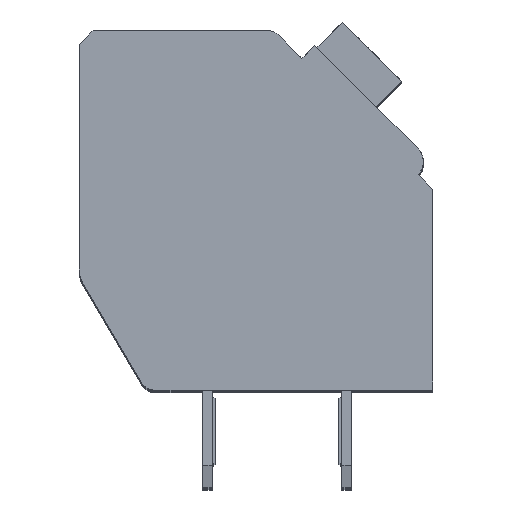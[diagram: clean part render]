
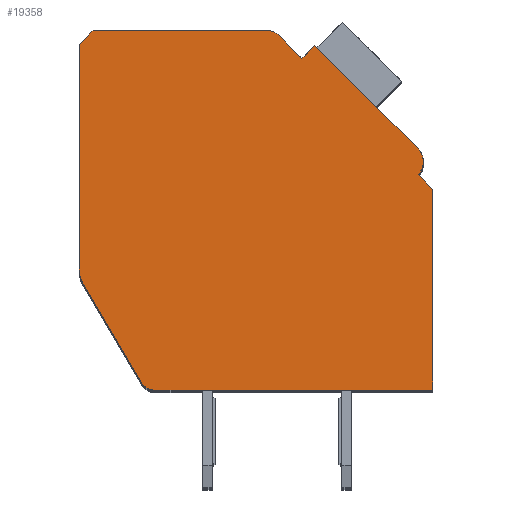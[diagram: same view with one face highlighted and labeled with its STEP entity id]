
A CAD part, top view. The second image highlights one B-rep face of the part: STEP entity #19358.
In plain terms, the highlighted planar face has unit normal (0, 0, 1).
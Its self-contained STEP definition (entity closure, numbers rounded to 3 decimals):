
#411=DIRECTION('',(0.,-1.,0.));
#412=VECTOR('',#411,8.053);
#413=CARTESIAN_POINT('',(-12.7,12.4,2.1));
#414=LINE('',#413,#412);
#415=DIRECTION('',(-0.707,-0.707,0.));
#416=VECTOR('',#415,0.707);
#417=CARTESIAN_POINT('',(-12.2,12.9,2.1));
#418=LINE('',#417,#416);
#419=DIRECTION('',(-1.,0.,0.));
#420=VECTOR('',#419,6.298);
#421=CARTESIAN_POINT('',(-5.902,12.9,2.1));
#422=LINE('',#421,#420);
#423=CARTESIAN_POINT('',(-5.902,12.4,2.1));
#424=DIRECTION('',(0.,0.,1.));
#425=DIRECTION('',(0.707,0.707,0.));
#426=AXIS2_PLACEMENT_3D('',#423,#424,#425);
#428=DIRECTION('',(-0.707,0.707,0.));
#429=VECTOR('',#428,1.197);
#430=CARTESIAN_POINT('',(-4.702,11.907,2.1));
#431=LINE('',#430,#429);
#432=DIRECTION('',(-0.707,-0.707,0.));
#433=VECTOR('',#432,0.65);
#434=CARTESIAN_POINT('',(-4.243,12.367,2.1));
#435=LINE('',#434,#433);
#436=DIRECTION('',(-0.707,0.707,0.));
#437=VECTOR('',#436,5.25);
#438=CARTESIAN_POINT('',(-0.53,8.655,2.1));
#439=LINE('',#438,#437);
#440=CARTESIAN_POINT('',(-0.99,8.195,2.1));
#441=DIRECTION('',(0.,0.,1.));
#442=DIRECTION('',(0.707,-0.707,0.));
#443=AXIS2_PLACEMENT_3D('',#440,#441,#442);
#445=DIRECTION('',(-0.707,0.707,0.));
#446=VECTOR('',#445,0.75);
#447=CARTESIAN_POINT('',(0.,7.205,2.1));
#448=LINE('',#447,#446);
#449=DIRECTION('',(0.,1.,0.));
#450=VECTOR('',#449,7.205);
#451=CARTESIAN_POINT('',(0.,0.,2.1));
#452=LINE('',#451,#450);
#453=DIRECTION('',(1.,0.,0.));
#454=VECTOR('',#453,10.014);
#455=CARTESIAN_POINT('',(-10.014,0.,2.1));
#456=LINE('',#455,#454);
#457=CARTESIAN_POINT('',(-10.014,0.5,2.1));
#458=DIRECTION('',(0.,0.,1.));
#459=DIRECTION('',(-0.862,-0.508,0.));
#460=AXIS2_PLACEMENT_3D('',#457,#458,#459);
#462=DIRECTION('',(0.508,-0.862,0.));
#463=VECTOR('',#462,4.17);
#464=CARTESIAN_POINT('',(-12.562,3.839,2.1));
#465=LINE('',#464,#463);
#466=CARTESIAN_POINT('',(-11.7,4.347,2.1));
#467=DIRECTION('',(0.,0.,1.));
#468=DIRECTION('',(-1.,0.,0.));
#469=AXIS2_PLACEMENT_3D('',#466,#467,#468);
#14512=CARTESIAN_POINT('',(-12.7,12.4,2.1));
#14513=CARTESIAN_POINT('',(-12.7,4.347,2.1));
#14514=VERTEX_POINT('',#14512);
#14515=VERTEX_POINT('',#14513);
#14516=CARTESIAN_POINT('',(-12.562,3.839,2.1));
#14517=VERTEX_POINT('',#14516);
#14518=CARTESIAN_POINT('',(-10.445,0.246,2.1));
#14519=VERTEX_POINT('',#14518);
#14520=CARTESIAN_POINT('',(-10.014,0.,2.1));
#14521=VERTEX_POINT('',#14520);
#14522=CARTESIAN_POINT('',(0.,0.,2.1));
#14523=VERTEX_POINT('',#14522);
#14524=CARTESIAN_POINT('',(0.,7.205,2.1));
#14525=VERTEX_POINT('',#14524);
#14526=CARTESIAN_POINT('',(-0.53,7.735,2.1));
#14527=VERTEX_POINT('',#14526);
#14528=CARTESIAN_POINT('',(-0.53,8.655,2.1));
#14529=VERTEX_POINT('',#14528);
#14530=CARTESIAN_POINT('',(-4.243,12.367,2.1));
#14531=VERTEX_POINT('',#14530);
#14532=CARTESIAN_POINT('',(-4.702,11.907,2.1));
#14533=VERTEX_POINT('',#14532);
#14534=CARTESIAN_POINT('',(-5.548,12.754,2.1));
#14535=VERTEX_POINT('',#14534);
#14536=CARTESIAN_POINT('',(-5.902,12.9,2.1));
#14537=VERTEX_POINT('',#14536);
#14538=CARTESIAN_POINT('',(-12.2,12.9,2.1));
#14539=VERTEX_POINT('',#14538);
#19325=CARTESIAN_POINT('',(0.,0.,2.1));
#19326=DIRECTION('',(0.,0.,1.));
#19327=DIRECTION('',(1.,0.,0.));
#19328=AXIS2_PLACEMENT_3D('',#19325,#19326,#19327);
#19329=PLANE('',#19328);
#19330=ORIENTED_EDGE('',*,*,#18943,.F.);
#19332=ORIENTED_EDGE('',*,*,#19331,.F.);
#19334=ORIENTED_EDGE('',*,*,#19333,.F.);
#19336=ORIENTED_EDGE('',*,*,#19335,.F.);
#19338=ORIENTED_EDGE('',*,*,#19337,.F.);
#19340=ORIENTED_EDGE('',*,*,#19339,.F.);
#19342=ORIENTED_EDGE('',*,*,#19341,.F.);
#19344=ORIENTED_EDGE('',*,*,#19343,.F.);
#19346=ORIENTED_EDGE('',*,*,#19345,.F.);
#19348=ORIENTED_EDGE('',*,*,#19347,.F.);
#19350=ORIENTED_EDGE('',*,*,#19349,.F.);
#19352=ORIENTED_EDGE('',*,*,#19351,.F.);
#19354=ORIENTED_EDGE('',*,*,#19353,.F.);
#19355=ORIENTED_EDGE('',*,*,#19093,.F.);
#19356=EDGE_LOOP('',(#19330,#19332,#19334,#19336,#19338,#19340,#19342,#19344,
#19346,#19348,#19350,#19352,#19354,#19355));
#19357=FACE_OUTER_BOUND('',#19356,.F.);
#427=CIRCLE('',#426,0.5);
#444=CIRCLE('',#443,0.65);
#461=CIRCLE('',#460,0.5);
#470=CIRCLE('',#469,1.);
#18943=EDGE_CURVE('',#14514,#14515,#414,.T.);
#19093=EDGE_CURVE('',#14515,#14517,#470,.T.);
#19331=EDGE_CURVE('',#14539,#14514,#418,.T.);
#19333=EDGE_CURVE('',#14537,#14539,#422,.T.);
#19335=EDGE_CURVE('',#14535,#14537,#427,.T.);
#19337=EDGE_CURVE('',#14533,#14535,#431,.T.);
#19339=EDGE_CURVE('',#14531,#14533,#435,.T.);
#19341=EDGE_CURVE('',#14529,#14531,#439,.T.);
#19343=EDGE_CURVE('',#14527,#14529,#444,.T.);
#19345=EDGE_CURVE('',#14525,#14527,#448,.T.);
#19347=EDGE_CURVE('',#14523,#14525,#452,.T.);
#19349=EDGE_CURVE('',#14521,#14523,#456,.T.);
#19351=EDGE_CURVE('',#14519,#14521,#461,.T.);
#19353=EDGE_CURVE('',#14517,#14519,#465,.T.);
#19358=ADVANCED_FACE('',(#19357),#19329,.T.);
